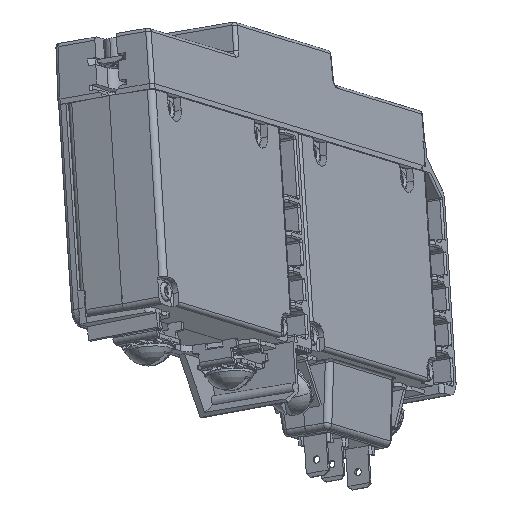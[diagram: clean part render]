
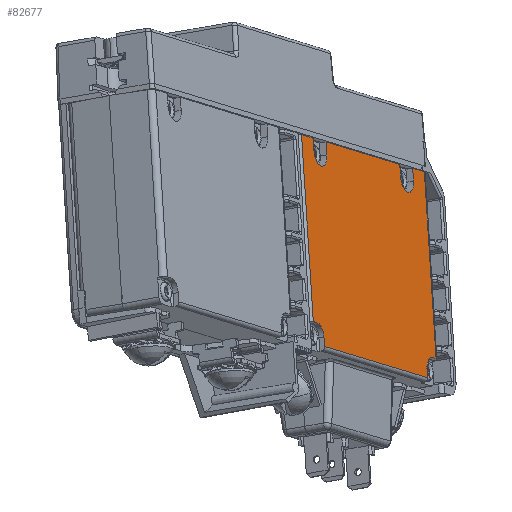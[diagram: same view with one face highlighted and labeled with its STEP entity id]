
A CAD part, front view. The second image highlights one B-rep face of the part: STEP entity #82677.
In plain terms, the highlighted planar face has unit normal (0.873, -0.465, 0.15).
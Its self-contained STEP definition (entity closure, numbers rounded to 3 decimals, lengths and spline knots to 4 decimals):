
#8123=DIRECTION('',(0.062,-0.201,-0.978));
#8124=VECTOR('',#8123,1.4285);
#8125=CARTESIAN_POINT('',(5.6582,1.6088,
-0.8647));
#8126=LINE('',#8125,#8124);
#8131=DIRECTION('',(-0.484,-0.862,0.147));
#8132=VECTOR('',#8131,0.1794);
#8133=CARTESIAN_POINT('',(5.7451,1.7635,
-0.8911));
#8134=LINE('',#8133,#8132);
#8135=DIRECTION('',(0.062,-0.201,-0.978));
#8136=VECTOR('',#8135,0.0985);
#8137=CARTESIAN_POINT('',(5.7451,1.7635,
-0.8911));
#8138=LINE('',#8137,#8136);
#8139=CARTESIAN_POINT('',(5.7996,1.8299,-1.0021));
#8140=DIRECTION('',(0.873,-0.465,0.15));
#8141=DIRECTION('',(-0.484,-0.862,0.147));
#8142=AXIS2_PLACEMENT_3D('',#8139,#8140,#8141);
#8144=DIRECTION('',(0.062,-0.201,-0.978));
#8145=VECTOR('',#8144,0.0985);
#8146=CARTESIAN_POINT('',(5.8419,1.936,
-0.9204));
#8147=LINE('',#8146,#8145);
#8148=DIRECTION('',(-0.484,-0.862,0.147));
#8149=VECTOR('',#8148,1.136);
#8150=CARTESIAN_POINT('',(6.3922,2.9157,-1.0871));
#8151=LINE('',#8150,#8149);
#8152=DIRECTION('',(0.062,-0.201,-0.978));
#8153=VECTOR('',#8152,0.0985);
#8154=CARTESIAN_POINT('',(6.3922,2.9157,-1.0871));
#8155=LINE('',#8154,#8153);
#8156=CARTESIAN_POINT('',(6.4467,2.9822,-1.1981));
#8157=DIRECTION('',(0.873,-0.465,0.15));
#8158=DIRECTION('',(-0.484,-0.862,0.147));
#8159=AXIS2_PLACEMENT_3D('',#8156,#8157,#8158);
#8161=DIRECTION('',(0.062,-0.201,-0.978));
#8162=VECTOR('',#8161,0.0985);
#8163=CARTESIAN_POINT('',(6.4891,3.0882,-1.1164));
#8164=LINE('',#8163,#8162);
#8165=DIRECTION('',(-0.484,-0.862,0.147));
#8166=VECTOR('',#8165,0.1794);
#8167=CARTESIAN_POINT('',(6.5759,3.2429,-1.1427));
#8168=LINE('',#8167,#8166);
#8169=DIRECTION('',(0.484,0.862,-0.147));
#8170=VECTOR('',#8169,0.0544);
#8171=CARTESIAN_POINT('',(6.6377,2.909,-2.5314));
#8172=LINE('',#8171,#8170);
#8173=CARTESIAN_POINT('',(6.6437,2.8893,-2.6272));
#8174=DIRECTION('',(0.873,-0.465,0.15));
#8175=DIRECTION('',(-0.062,0.201,0.978));
#8176=AXIS2_PLACEMENT_3D('',#8173,#8174,#8175);
#8178=DIRECTION('',(-0.062,0.201,0.978));
#8179=VECTOR('',#8178,0.0701);
#8180=CARTESIAN_POINT('',(6.6006,2.7907,-2.6813));
#8181=LINE('',#8180,#8179);
#8182=DIRECTION('',(-0.062,0.201,0.978));
#8183=VECTOR('',#8182,0.0701);
#8184=CARTESIAN_POINT('',(5.8304,1.4194,-2.448));
#8185=LINE('',#8184,#8183);
#8186=CARTESIAN_POINT('',(5.7786,1.3489,-2.3652));
#8187=DIRECTION('',(0.873,-0.465,0.15));
#8188=DIRECTION('',(0.484,0.862,-0.147));
#8189=AXIS2_PLACEMENT_3D('',#8186,#8187,#8188);
#8191=DIRECTION('',(-0.484,-0.862,0.147));
#8192=VECTOR('',#8191,0.0544);
#8193=CARTESIAN_POINT('',(5.7726,1.3686,-2.2693));
#8194=LINE('',#8193,#8192);
#50597=DIRECTION('',(-0.062,0.201,0.978));
#50598=VECTOR('',#50597,1.4285);
#50599=CARTESIAN_POINT('',(6.664,2.9559,
-2.5394));
#50600=LINE('',#50599,#50598);
#51437=DIRECTION('',(0.484,0.862,-0.147));
#51438=VECTOR('',#51437,1.59);
#51439=CARTESIAN_POINT('',(5.8304,1.4194,
-2.448));
#51440=LINE('',#51439,#51438);
#72671=CARTESIAN_POINT('',(6.3983,2.8959,
-1.1834));
#72672=CARTESIAN_POINT('',(6.4951,3.0684,
-1.2128));
#72673=VERTEX_POINT('',#72671);
#72674=VERTEX_POINT('',#72672);
#72675=CARTESIAN_POINT('',(5.7511,1.7437,
-0.9874));
#72676=CARTESIAN_POINT('',(5.848,1.9162,
-1.0167));
#72677=VERTEX_POINT('',#72675);
#72678=VERTEX_POINT('',#72676);
#72679=CARTESIAN_POINT('',(6.6377,2.909,
-2.5314));
#72680=CARTESIAN_POINT('',(6.5962,2.8048,
-2.6128));
#72681=VERTEX_POINT('',#72679);
#72682=VERTEX_POINT('',#72680);
#72683=CARTESIAN_POINT('',(5.8261,1.4334,
-2.3795));
#72684=CARTESIAN_POINT('',(5.7726,1.3686,
-2.2693));
#72685=VERTEX_POINT('',#72683);
#72686=VERTEX_POINT('',#72684);
#72741=CARTESIAN_POINT('',(6.4891,3.0882,
-1.1164));
#72742=VERTEX_POINT('',#72741);
#72743=CARTESIAN_POINT('',(6.3922,2.9157,
-1.0871));
#72744=VERTEX_POINT('',#72743);
#72745=CARTESIAN_POINT('',(5.8419,1.936,
-0.9204));
#72746=VERTEX_POINT('',#72745);
#72747=CARTESIAN_POINT('',(5.7451,1.7635,
-0.8911));
#72748=VERTEX_POINT('',#72747);
#72851=CARTESIAN_POINT('',(5.6582,1.6088,
-0.8647));
#72852=CARTESIAN_POINT('',(5.7462,1.3217,
-2.2614));
#72853=VERTEX_POINT('',#72851);
#72854=VERTEX_POINT('',#72852);
#72856=CARTESIAN_POINT('',(5.8304,1.4194,
-2.448));
#72857=CARTESIAN_POINT('',(6.6006,2.7907,
-2.6813));
#72858=VERTEX_POINT('',#72856);
#72859=VERTEX_POINT('',#72857);
#72864=CARTESIAN_POINT('',(6.664,2.9559,
-2.5394));
#72865=CARTESIAN_POINT('',(6.5759,3.2429,
-1.1427));
#72866=VERTEX_POINT('',#72864);
#72867=VERTEX_POINT('',#72865);
#82639=CARTESIAN_POINT('',(6.2328,2.5857,
-1.1812));
#82640=DIRECTION('',(-0.873,0.465,-0.15));
#82641=DIRECTION('',(-0.484,-0.862,0.147));
#82642=AXIS2_PLACEMENT_3D('',#82639,#82640,#82641);
#82643=PLANE('',#82642);
#82644=ORIENTED_EDGE('',*,*,#82620,.F.);
#82645=ORIENTED_EDGE('',*,*,#82135,.F.);
#82647=ORIENTED_EDGE('',*,*,#82646,.T.);
#82649=ORIENTED_EDGE('',*,*,#82648,.T.);
#82651=ORIENTED_EDGE('',*,*,#82650,.F.);
#82652=ORIENTED_EDGE('',*,*,#82127,.F.);
#82654=ORIENTED_EDGE('',*,*,#82653,.T.);
#82656=ORIENTED_EDGE('',*,*,#82655,.T.);
#82658=ORIENTED_EDGE('',*,*,#82657,.F.);
#82659=ORIENTED_EDGE('',*,*,#82119,.F.);
#82661=ORIENTED_EDGE('',*,*,#82660,.F.);
#82663=ORIENTED_EDGE('',*,*,#82662,.F.);
#82665=ORIENTED_EDGE('',*,*,#82664,.T.);
#82667=ORIENTED_EDGE('',*,*,#82666,.F.);
#82669=ORIENTED_EDGE('',*,*,#82668,.F.);
#82671=ORIENTED_EDGE('',*,*,#82670,.T.);
#82673=ORIENTED_EDGE('',*,*,#82672,.T.);
#82674=ORIENTED_EDGE('',*,*,#82632,.T.);
#82675=EDGE_LOOP('',(#82644,#82645,#82647,#82649,#82651,#82652,#82654,#82656,
#82658,#82659,#82661,#82663,#82665,#82667,#82669,#82671,#82673,#82674));
#82676=FACE_OUTER_BOUND('',#82675,.F.);
#8143=CIRCLE('',#8142,0.1);
#8160=CIRCLE('',#8159,0.1);
#8177=CIRCLE('',#8176,0.098);
#8190=CIRCLE('',#8189,0.098);
#82119=EDGE_CURVE('',#72867,#72742,#8168,.T.);
#82127=EDGE_CURVE('',#72744,#72746,#8151,.T.);
#82135=EDGE_CURVE('',#72748,#72853,#8134,.T.);
#82620=EDGE_CURVE('',#72853,#72854,#8126,.T.);
#82632=EDGE_CURVE('',#72686,#72854,#8194,.T.);
#82646=EDGE_CURVE('',#72748,#72677,#8138,.T.);
#82648=EDGE_CURVE('',#72677,#72678,#8143,.T.);
#82650=EDGE_CURVE('',#72746,#72678,#8147,.T.);
#82653=EDGE_CURVE('',#72744,#72673,#8155,.T.);
#82655=EDGE_CURVE('',#72673,#72674,#8160,.T.);
#82657=EDGE_CURVE('',#72742,#72674,#8164,.T.);
#82660=EDGE_CURVE('',#72866,#72867,#50600,.T.);
#82662=EDGE_CURVE('',#72681,#72866,#8172,.T.);
#82664=EDGE_CURVE('',#72681,#72682,#8177,.T.);
#82666=EDGE_CURVE('',#72859,#72682,#8181,.T.);
#82668=EDGE_CURVE('',#72858,#72859,#51440,.T.);
#82670=EDGE_CURVE('',#72858,#72685,#8185,.T.);
#82672=EDGE_CURVE('',#72685,#72686,#8190,.T.);
#82677=ADVANCED_FACE('',(#82676),#82643,.F.);
